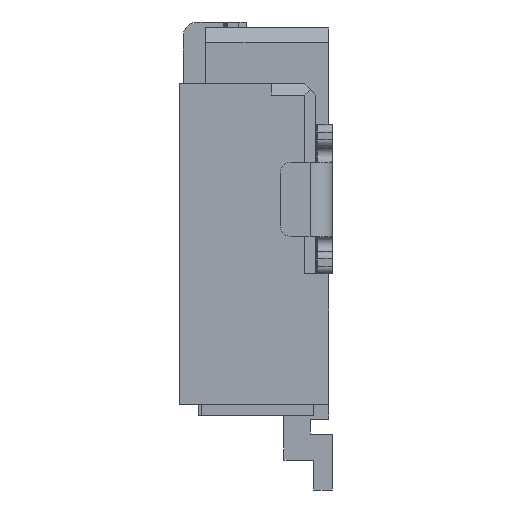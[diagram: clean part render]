
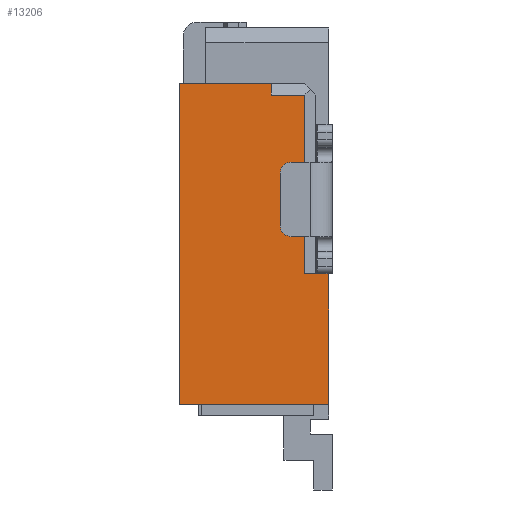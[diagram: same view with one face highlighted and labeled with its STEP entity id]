
A CAD part, left-side view. The second image highlights one B-rep face of the part: STEP entity #13206.
In plain terms, the highlighted planar face has unit normal (-1, 0, 0).
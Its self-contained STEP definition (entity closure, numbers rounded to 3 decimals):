
#4=DIRECTION('',(0.,-1.,0.));
#5=VECTOR('',#4,0.15);
#6=CARTESIAN_POINT('',(-5.4,-0.552,-3.38));
#7=LINE('',#6,#5);
#12=DIRECTION('',(0.,0.,-1.));
#13=VECTOR('',#12,1.75);
#14=CARTESIAN_POINT('',(-5.4,-0.702,-3.38));
#15=LINE('',#14,#13);
#19=DIRECTION('',(0.,1.,0.));
#20=VECTOR('',#19,2.);
#21=CARTESIAN_POINT('',(-5.4,-0.702,-5.13));
#22=LINE('',#21,#20);
#26=DIRECTION('',(0.,0.,1.));
#27=VECTOR('',#26,4.3);
#28=CARTESIAN_POINT('',(-5.4,1.298,-5.13));
#29=LINE('',#28,#27);
#33=DIRECTION('',(0.,-1.,0.));
#34=VECTOR('',#33,1.23);
#35=CARTESIAN_POINT('',(-5.4,1.298,-0.83));
#36=LINE('',#35,#34);
#40=DIRECTION('',(0.,0.,1.));
#41=VECTOR('',#40,0.15);
#42=CARTESIAN_POINT('',(-5.4,0.068,-0.98));
#43=LINE('',#42,#41);
#47=DIRECTION('',(0.,1.,0.));
#48=VECTOR('',#47,0.45);
#49=CARTESIAN_POINT('',(-5.4,-0.382,-0.98));
#50=LINE('',#49,#48);
#54=DIRECTION('',(0.,0.,1.));
#55=VECTOR('',#54,2.4);
#56=CARTESIAN_POINT('',(-5.4,-0.382,-3.38));
#57=LINE('',#56,#55);
#61=DIRECTION('',(0.,-1.,0.));
#62=VECTOR('',#61,0.17);
#63=CARTESIAN_POINT('',(-5.4,-0.382,-3.38));
#64=LINE('',#63,#62);
#11135=CARTESIAN_POINT('',(-5.4,-0.702,-5.13));
#11136=CARTESIAN_POINT('',(-5.4,1.298,-5.13));
#11137=VERTEX_POINT('',#11135);
#11138=VERTEX_POINT('',#11136);
#11139=CARTESIAN_POINT('',(-5.4,1.298,-0.83));
#11140=VERTEX_POINT('',#11139);
#11235=CARTESIAN_POINT('',(-5.4,-0.382,-3.38));
#11236=VERTEX_POINT('',#11235);
#11307=CARTESIAN_POINT('',(-5.4,0.068,-0.98));
#11308=CARTESIAN_POINT('',(-5.4,0.068,-0.83));
#11309=VERTEX_POINT('',#11307);
#11310=VERTEX_POINT('',#11308);
#11311=CARTESIAN_POINT('',(-5.4,-0.382,-0.98));
#11312=VERTEX_POINT('',#11311);
#11381=CARTESIAN_POINT('',(-5.4,-0.552,-3.38));
#11382=CARTESIAN_POINT('',(-5.4,-0.702,-3.38));
#11383=VERTEX_POINT('',#11381);
#11384=VERTEX_POINT('',#11382);
#13181=CARTESIAN_POINT('',(-5.4,0.,0.));
#13182=DIRECTION('',(1.,0.,0.));
#13183=DIRECTION('',(0.,0.,-1.));
#13184=AXIS2_PLACEMENT_3D('',#13181,#13182,#13183);
#13185=PLANE('',#13184);
#13187=ORIENTED_EDGE('',*,*,#13186,.T.);
#13189=ORIENTED_EDGE('',*,*,#13188,.T.);
#13191=ORIENTED_EDGE('',*,*,#13190,.T.);
#13193=ORIENTED_EDGE('',*,*,#13192,.T.);
#13195=ORIENTED_EDGE('',*,*,#13194,.T.);
#13197=ORIENTED_EDGE('',*,*,#13196,.F.);
#13199=ORIENTED_EDGE('',*,*,#13198,.F.);
#13201=ORIENTED_EDGE('',*,*,#13200,.F.);
#13203=ORIENTED_EDGE('',*,*,#13202,.T.);
#13204=EDGE_LOOP('',(#13187,#13189,#13191,#13193,#13195,#13197,#13199,#13201,
#13203));
#13205=FACE_OUTER_BOUND('',#13204,.F.);
#13186=EDGE_CURVE('',#11383,#11384,#7,.T.);
#13188=EDGE_CURVE('',#11384,#11137,#15,.T.);
#13190=EDGE_CURVE('',#11137,#11138,#22,.T.);
#13192=EDGE_CURVE('',#11138,#11140,#29,.T.);
#13194=EDGE_CURVE('',#11140,#11310,#36,.T.);
#13196=EDGE_CURVE('',#11309,#11310,#43,.T.);
#13198=EDGE_CURVE('',#11312,#11309,#50,.T.);
#13200=EDGE_CURVE('',#11236,#11312,#57,.T.);
#13202=EDGE_CURVE('',#11236,#11383,#64,.T.);
#13206=ADVANCED_FACE('',(#13205),#13185,.F.);
